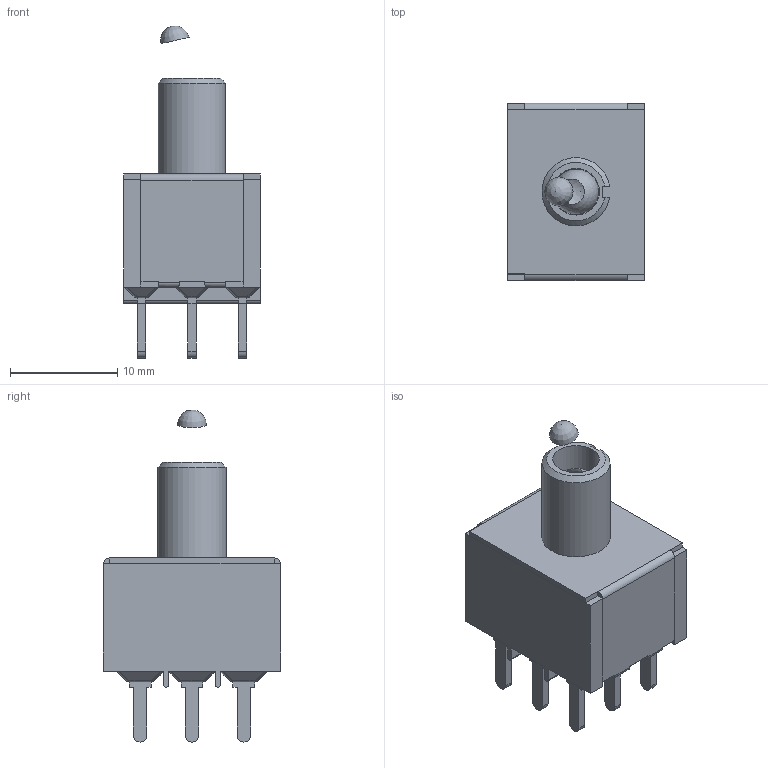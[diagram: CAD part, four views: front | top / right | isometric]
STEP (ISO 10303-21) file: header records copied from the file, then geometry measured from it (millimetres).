
FILE_DESCRIPTION(/* description */ (''),/* implementation_level */ '2;1');
FILE_NAME(/* name */ '1003P1T2B1M2xE.stp',/* time_stamp */ '2024-12-13T15:21:20-06:00',/* author */ ('jsteinblock'),/* organization */ (''),/* preprocessor_version */ 'ST-DEVELOPER v20',/* originating_system */ 'Autodesk Inventor 2022',/* authorisation */ '');
FILE_SCHEMA (('AUTOMOTIVE_DESIGN { 1 0 10303 214 3 1 1 }'));
Length unit declared in the file: inch
Products named in the file (1): 1003P1T2B1M2xE
Bounding box: 12.7 x 16.51 x 30.91 mm (x, y, z)
Volume: 2551 mm3; surface area: 1794.1 mm2
Topology: 2 solids, 4 shells, 389 faces, 1004 edges, 589 vertices
Faces by surface type: plane 250, cylinder 99, sphere 37, cone 2, bspline 1
Full cylindrical faces by diameter (mm): 4.35 x1
Entity records: 11436 total; most frequent: DIRECTION 1996, CARTESIAN_POINT 1994, ORIENTED_EDGE 1934, EDGE_CURVE 967, LINE 712, VECTOR 712, AXIS2_PLACEMENT_3D 642, VERTEX_POINT 589
